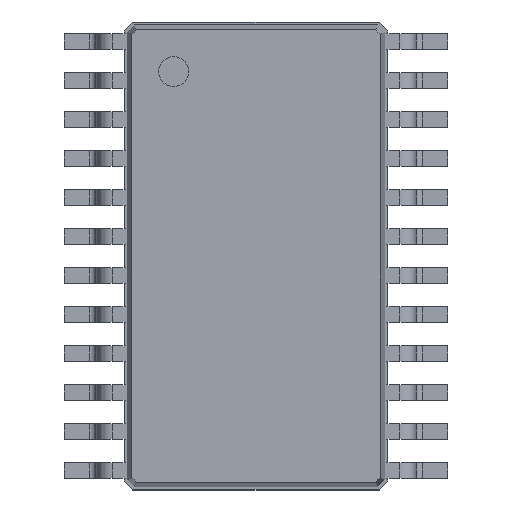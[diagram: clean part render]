
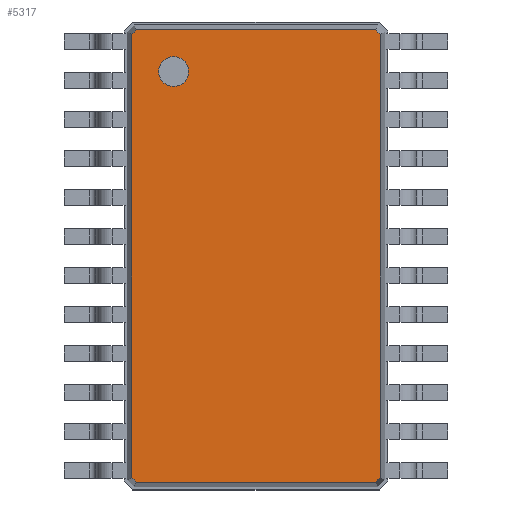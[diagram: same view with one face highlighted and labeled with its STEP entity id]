
A CAD part, top view. The second image highlights one B-rep face of the part: STEP entity #5317.
In plain terms, the highlighted planar face has unit normal (0, 0, 1).
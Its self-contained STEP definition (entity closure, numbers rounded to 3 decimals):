
#27=VECTOR('',#28,1.);
#28=DIRECTION('',(1.,0.,0.));
#51=VECTOR('',#52,1.);
#52=DIRECTION('',(0.707,-0.707,0.));
#58=VECTOR('',#59,1.);
#59=DIRECTION('',(0.,-1.,0.));
#65=VECTOR('',#66,1.);
#66=DIRECTION('',(-0.707,-0.707,0.));
#72=VECTOR('',#73,1.);
#73=DIRECTION('',(-1.,0.,0.));
#79=VECTOR('',#80,1.);
#80=DIRECTION('',(-0.707,0.707,0.));
#86=VECTOR('',#87,1.);
#87=DIRECTION('',(0.,1.,0.));
#91=VECTOR('',#92,1.);
#92=DIRECTION('',(0.707,0.707,0.));
#1510=DIRECTION('',(0.,0.,-1.));
#1609=VERTEX_POINT('',#1610);
#1610=CARTESIAN_POINT('',(-2.073,3.692,0.97));
#1613=EDGE_CURVE('',#1614,#1609,#1616,.T.);
#1614=VERTEX_POINT('',#1615);
#1615=CARTESIAN_POINT('',(-2.073,-3.692,0.97));
#1616=LINE('',#1615,#86);
#1627=VERTEX_POINT('',#1628);
#1628=CARTESIAN_POINT('',(-1.992,3.773,0.97));
#1631=EDGE_CURVE('',#1609,#1627,#1632,.T.);
#1632=LINE('',#1610,#91);
#1641=VERTEX_POINT('',#1642);
#1642=CARTESIAN_POINT('',(1.992,3.773,0.97));
#1645=EDGE_CURVE('',#1627,#1641,#1646,.T.);
#1646=LINE('',#1628,#27);
#1655=VERTEX_POINT('',#1656);
#1656=CARTESIAN_POINT('',(2.073,3.692,0.97));
#1659=EDGE_CURVE('',#1641,#1655,#1660,.T.);
#1660=LINE('',#1642,#51);
#1765=VERTEX_POINT('',#1766);
#1766=CARTESIAN_POINT('',(2.073,-3.692,0.97));
#1769=EDGE_CURVE('',#1655,#1765,#1770,.T.);
#1770=LINE('',#1656,#58);
#5317=ADVANCED_FACE('',(#5318,#5338),#5348,.F.);
#5318=FACE_BOUND('',#5319,.F.);
#5319=EDGE_LOOP('',(#5320,#5321,#5322,#5323,#5328,#5333,#5336,#5337));
#5320=ORIENTED_EDGE('',*,*,#1645,.T.);
#5321=ORIENTED_EDGE('',*,*,#1659,.T.);
#5322=ORIENTED_EDGE('',*,*,#1769,.T.);
#5323=ORIENTED_EDGE('',*,*,#5324,.T.);
#5324=EDGE_CURVE('',#1765,#5325,#5327,.T.);
#5325=VERTEX_POINT('',#5326);
#5326=CARTESIAN_POINT('',(1.992,-3.773,0.97));
#5327=LINE('',#1766,#65);
#5328=ORIENTED_EDGE('',*,*,#5329,.T.);
#5329=EDGE_CURVE('',#5325,#5330,#5332,.T.);
#5330=VERTEX_POINT('',#5331);
#5331=CARTESIAN_POINT('',(-1.992,-3.773,0.97));
#5332=LINE('',#5326,#72);
#5333=ORIENTED_EDGE('',*,*,#5334,.T.);
#5334=EDGE_CURVE('',#5330,#1614,#5335,.T.);
#5335=LINE('',#5331,#79);
#5336=ORIENTED_EDGE('',*,*,#1613,.T.);
#5337=ORIENTED_EDGE('',*,*,#1631,.T.);
#5338=FACE_BOUND('',#5339,.F.);
#5339=EDGE_LOOP('',(#5340));
#5340=ORIENTED_EDGE('',*,*,#5341,.F.);
#5341=EDGE_CURVE('',#5342,#5342,#5344,.T.);
#5342=VERTEX_POINT('',#5343);
#5343=CARTESIAN_POINT('',(-1.373,2.823,0.97));
#5344=CIRCLE('',#5345,0.25);
#5345=AXIS2_PLACEMENT_3D('',#5346,#5347,#59);
#5346=CARTESIAN_POINT('',(-1.373,3.073,0.97));
#5347=DIRECTION('',(0.,-0.,-1.));
#5348=PLANE('',#5349);
#5349=AXIS2_PLACEMENT_3D('',#1628,#1510,#5350);
#5350=DIRECTION('',(0.467,-0.884,0.));
